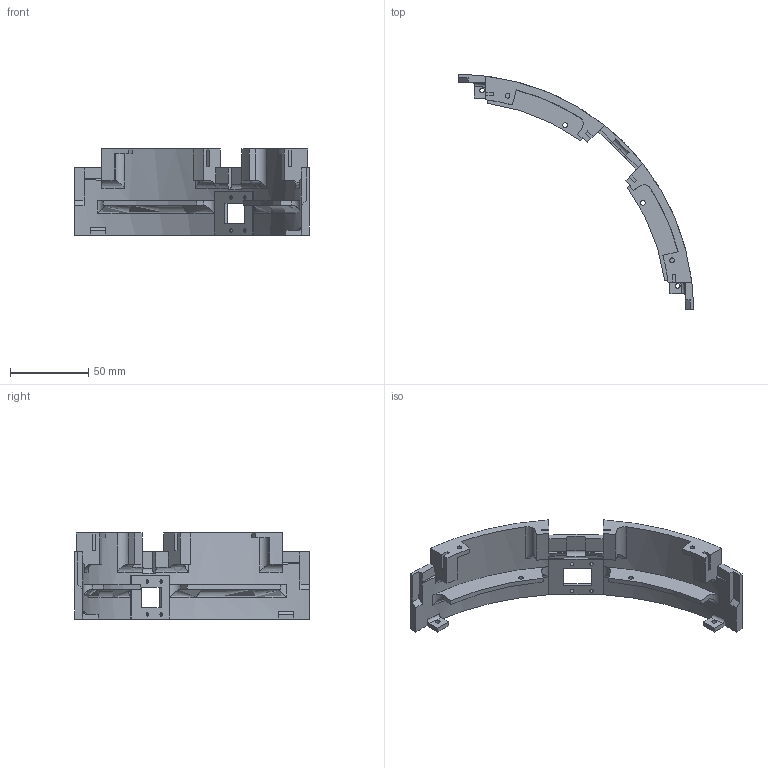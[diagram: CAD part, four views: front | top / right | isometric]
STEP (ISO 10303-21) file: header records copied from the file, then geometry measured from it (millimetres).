
FILE_DESCRIPTION (( 'STEP AP203' ), '1' );
FILE_NAME ('quart_paroi_superieur_camera.STEP', '2021-04-22T15:53:58', ( '' ), ( '' ), 'SwSTEP 2.0', 'SolidWorks 2019', '' );
FILE_SCHEMA (( 'CONFIG_CONTROL_DESIGN' ));
Length unit declared in the file: millimetre
Products named in the file (1): quart_paroi_superieur_camera
Bounding box: 150 x 150 x 55 mm (x, y, z)
Volume: 70937 mm3; surface area: 33287.6 mm2
Topology: 1 solids, 1 shells, 134 faces, 401 edges, 267 vertices
Faces by surface type: plane 83, cylinder 39, torus 8, cone 4
Entity records: 5077 total; most frequent: CARTESIAN_POINT 1313, ORIENTED_EDGE 802, DIRECTION 744, EDGE_CURVE 401, VERTEX_POINT 267, AXIS2_PLACEMENT_3D 252, VECTOR 240, LINE 240
